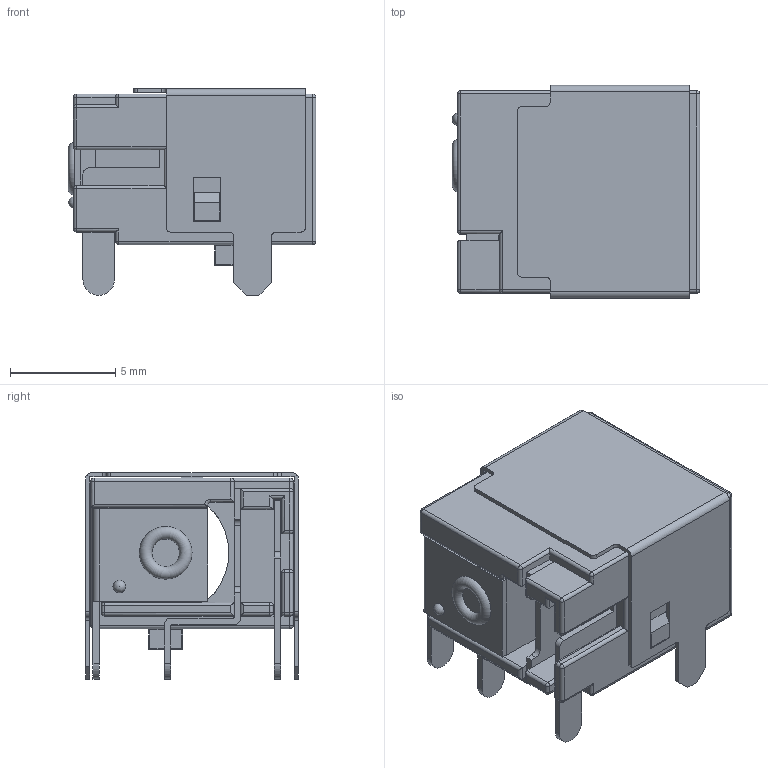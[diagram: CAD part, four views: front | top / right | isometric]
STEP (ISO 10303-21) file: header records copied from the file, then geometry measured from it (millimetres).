
FILE_DESCRIPTION(/* description */ (''),/* implementation_level */ '2;1');
FILE_NAME(/* name */ 'CUI - PJ-051BH.step',/* time_stamp */ '2020-05-01T04:29:41+01:00',/* author */ (''),/* organization */ (''),/* preprocessor_version */ 'ST-DEVELOPER v18.1',/* originating_system */ 'Autodesk Translation Framework v9.2.0.1227',/* authorisation */ '');
FILE_SCHEMA (('AUTOMOTIVE_DESIGN { 1 0 10303 214 3 1 1 }'));
Length unit declared in the file: millimetre
Products named in the file (1): CUI - PJ-051BH
Bounding box: 11.75 x 10.1 x 9.8 mm (x, y, z)
Volume: 539.2 mm3; surface area: 1284.4 mm2
Topology: 1 solids, 1 shells, 335 faces, 808 edges, 479 vertices
Faces by surface type: plane 149, cylinder 129, sphere 37, torus 20
Full cylindrical faces by diameter (mm): 2.5 x1, 3.5 x1, 6 x1
Entity records: 9753 total; most frequent: DIRECTION 1750, CARTESIAN_POINT 1644, ORIENTED_EDGE 1612, EDGE_CURVE 806, AXIS2_PLACEMENT_3D 611, LINE 528, VECTOR 528, VERTEX_POINT 479
